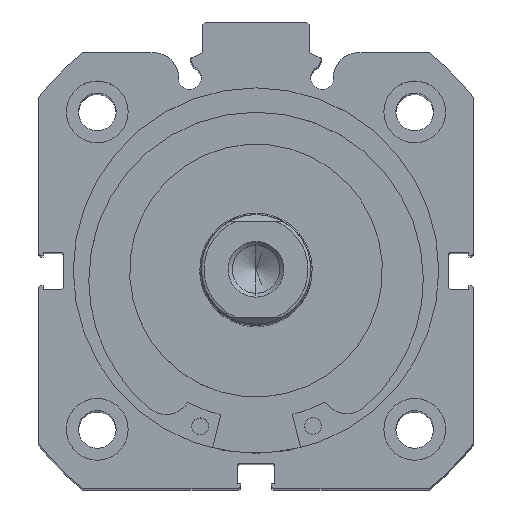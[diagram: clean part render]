
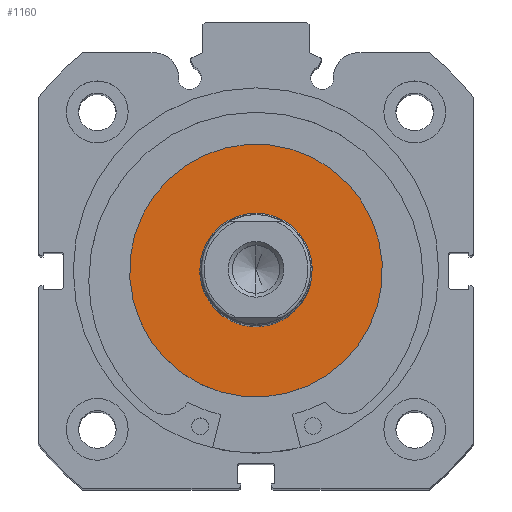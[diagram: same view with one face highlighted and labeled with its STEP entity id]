
A CAD part, top view. The second image highlights one B-rep face of the part: STEP entity #1160.
In plain terms, the highlighted face is planar.
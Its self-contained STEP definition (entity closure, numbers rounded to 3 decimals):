
#602 = CARTESIAN_POINT ( 'NONE',  ( 0., 0., 22.5 ) ) ;
#739 = VERTEX_POINT ( 'NONE', #602 ) ;
#1160 = ADVANCED_FACE ( 'NONE', ( #2410, #2413 ), #3631, .F. ) ;
#1221 = ORIENTED_EDGE ( 'NONE', *, *, #7194, .T. ) ;
#1263 = ORIENTED_EDGE ( 'NONE', *, *, #7199, .T. ) ;
#1269 = ORIENTED_EDGE ( 'NONE', *, *, #7191, .F. ) ;
#1286 = ORIENTED_EDGE ( 'NONE', *, *, #7209, .F. ) ;
#1769 = EDGE_LOOP ( 'NONE', ( #1221, #1263 ) ) ;
#1945 = EDGE_LOOP ( 'NONE', ( #1286, #1269 ) ) ;
#2410 = FACE_BOUND ( 'NONE', #1945, .T. ) ;
#2413 = FACE_OUTER_BOUND ( 'NONE', #1769, .T. ) ;
#2923 = AXIS2_PLACEMENT_3D ( 'NONE', #3630, #3632, #3633 ) ;
#3172 = AXIS2_PLACEMENT_3D ( 'NONE', #6021, #6022, #6023 ) ;
#3174 = AXIS2_PLACEMENT_3D ( 'NONE', #6009, #6014, #6015 ) ;
#3180 = AXIS2_PLACEMENT_3D ( 'NONE', #6025, #6034, #6035 ) ;
#3185 = AXIS2_PLACEMENT_3D ( 'NONE', #6047, #6060, #6061 ) ;
#3630 = CARTESIAN_POINT ( 'NONE',  ( 0., 22.5, 0. ) ) ;
#3631 = PLANE ( 'NONE',  #2923 ) ;
#3632 = DIRECTION ( 'NONE',  ( 1., 0., 0. ) ) ;
#3633 = DIRECTION ( 'NONE',  ( 0., 0., -1. ) ) ;
#5163 = CIRCLE ( 'NONE', #3174, 10. ) ;
#5167 = CIRCLE ( 'NONE', #3172, 22.5 ) ;
#5174 = CIRCLE ( 'NONE', #3180, 22.5 ) ;
#5191 = CIRCLE ( 'NONE', #3185, 10. ) ;
#6009 = CARTESIAN_POINT ( 'NONE',  ( 0., 0., 0. ) ) ;
#6014 = DIRECTION ( 'NONE',  ( -1., 0., 0. ) ) ;
#6015 = DIRECTION ( 'NONE',  ( 0., 0., 1. ) ) ;
#6021 = CARTESIAN_POINT ( 'NONE',  ( 0., 0., 0. ) ) ;
#6022 = DIRECTION ( 'NONE',  ( -1., 0., 0. ) ) ;
#6023 = DIRECTION ( 'NONE',  ( 0., 0., 1. ) ) ;
#6025 = CARTESIAN_POINT ( 'NONE',  ( 0., 0., 0. ) ) ;
#6034 = DIRECTION ( 'NONE',  ( -1., 0., 0. ) ) ;
#6035 = DIRECTION ( 'NONE',  ( 0., 0., 1. ) ) ;
#6047 = CARTESIAN_POINT ( 'NONE',  ( 0., 0., 0. ) ) ;
#6060 = DIRECTION ( 'NONE',  ( -1., 0., 0. ) ) ;
#6061 = DIRECTION ( 'NONE',  ( 0., 0., 1. ) ) ;
#6134 = CARTESIAN_POINT ( 'NONE',  ( 0., 0., -10. ) ) ;
#6139 = CARTESIAN_POINT ( 'NONE',  ( 0., 0., 10. ) ) ;
#6144 = CARTESIAN_POINT ( 'NONE',  ( 0., 0., -22.5 ) ) ;
#7191 = EDGE_CURVE ( 'NONE', #7243, #7245, #5163, .T. ) ;
#7194 = EDGE_CURVE ( 'NONE', #739, #7247, #5167, .T. ) ;
#7199 = EDGE_CURVE ( 'NONE', #7247, #739, #5174, .T. ) ;
#7209 = EDGE_CURVE ( 'NONE', #7245, #7243, #5191, .T. ) ;
#7243 = VERTEX_POINT ( 'NONE', #6134 ) ;
#7245 = VERTEX_POINT ( 'NONE', #6139 ) ;
#7247 = VERTEX_POINT ( 'NONE', #6144 ) ;
